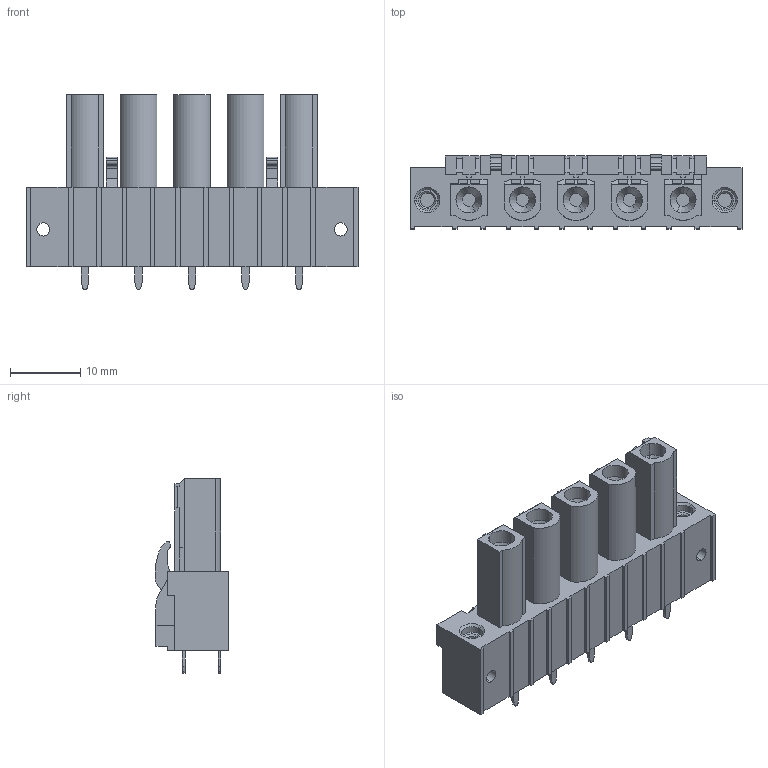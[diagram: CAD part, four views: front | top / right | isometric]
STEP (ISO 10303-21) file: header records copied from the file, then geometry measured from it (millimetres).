
FILE_DESCRIPTION(('CATIA V5 STEP Exchange','CAx-IF Rec.Pracs.--- Model Styling and Organization---1.2---2011-12-15'),'2;1');
FILE_NAME ('D1448640_0_1122140000_1122140000.stp','2018-09-10T16:35:44+00:00',('none'),('Weidmueller'),'CATIA Version 5-6 Release 2014','CATIA V5 STEP AP214','none');
FILE_SCHEMA(('AUTOMOTIVE_DESIGN { 1 0 10303 214 1 1 1 1 }'));
Length unit declared in the file: millimetre
Products named in the file (1): 1122140000
Bounding box: 47.28 x 10.54 x 27.74 mm (x, y, z)
Volume: 5689.4 mm3; surface area: 5013.9 mm2
Topology: 13 solids, 13 shells, 467 faces, 1263 edges, 834 vertices
Faces by surface type: plane 384, cylinder 61, cone 22
Entity records: 13269 total; most frequent: ORIENTED_EDGE 2526, CARTESIAN_POINT 2344, DIRECTION 1755, EDGE_CURVE 1263, VECTOR 1119, LINE 1119, VERTEX_POINT 834, EDGE_LOOP 495
